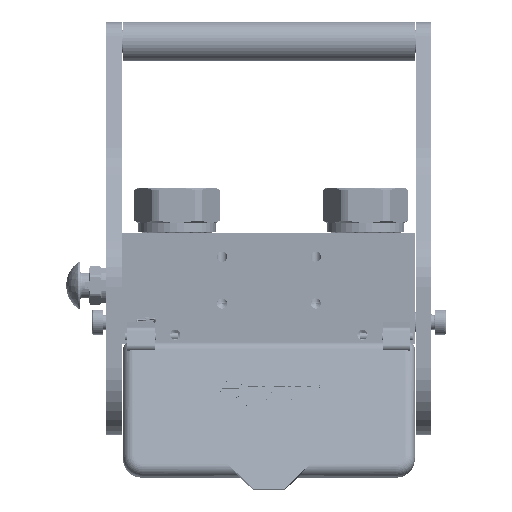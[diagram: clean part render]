
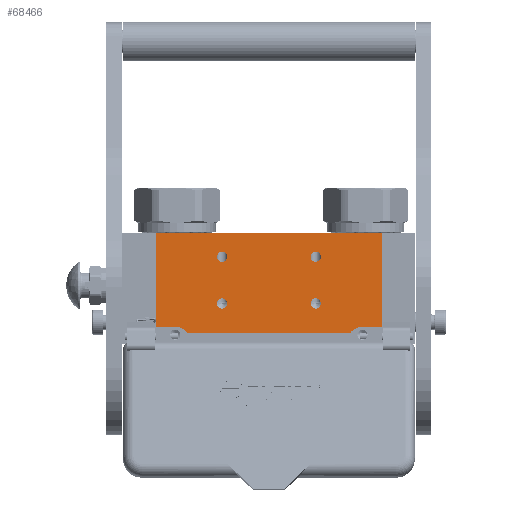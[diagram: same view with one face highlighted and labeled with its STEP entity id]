
A CAD part, left-side view. The second image highlights one B-rep face of the part: STEP entity #68466.
In plain terms, the highlighted face is planar.
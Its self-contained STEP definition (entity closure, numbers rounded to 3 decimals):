
#251 = EDGE_CURVE ( 'NONE', #35550, #87639, #87984, .T. ) ;
#1215 = LINE ( 'NONE', #29268, #20816 ) ;
#2982 = EDGE_LOOP ( 'NONE', ( #6831, #109024 ) ) ;
#3114 = DIRECTION ( 'NONE',  ( 0., 1., 0. ) ) ;
#3786 = AXIS2_PLACEMENT_3D ( 'NONE', #81391, #52797, #15700 ) ;
#3856 = ORIENTED_EDGE ( 'NONE', *, *, #72404, .F. ) ;
#6831 = ORIENTED_EDGE ( 'NONE', *, *, #81002, .F. ) ;
#7205 = DIRECTION ( 'NONE',  ( 0., 0., -1. ) ) ;
#7589 = VERTEX_POINT ( 'NONE', #23776 ) ;
#8828 = EDGE_CURVE ( 'NONE', #110879, #83344, #84502, .T. ) ;
#9163 = ORIENTED_EDGE ( 'NONE', *, *, #251, .F. ) ;
#9496 = ORIENTED_EDGE ( 'NONE', *, *, #101145, .F. ) ;
#9564 = EDGE_LOOP ( 'NONE', ( #69423, #123305 ) ) ;
#12776 = CARTESIAN_POINT ( 'NONE',  ( 64., 15., -108. ) ) ;
#15700 = DIRECTION ( 'NONE',  ( 0., -1., 0. ) ) ;
#15984 = AXIS2_PLACEMENT_3D ( 'NONE', #19179, #28897, #115635 ) ;
#16726 = DIRECTION ( 'NONE',  ( 0., -1., 0. ) ) ;
#18948 = CIRCLE ( 'NONE', #98448, 3.3 ) ;
#19179 = CARTESIAN_POINT ( 'NONE',  ( 64., 45., -108. ) ) ;
#19569 = EDGE_LOOP ( 'NONE', ( #62267, #9496 ) ) ;
#20071 = CARTESIAN_POINT ( 'NONE',  ( 166.7, 0., -108. ) ) ;
#20816 = VECTOR ( 'NONE', #76837, 1000. ) ;
#22560 = CARTESIAN_POINT ( 'NONE',  ( 145.854, 64.2, -108. ) ) ;
#23776 = CARTESIAN_POINT ( 'NONE',  ( 64., 18.3, -108. ) ) ;
#24778 = EDGE_CURVE ( 'NONE', #83344, #78737, #64530, .T. ) ;
#25052 = CARTESIAN_POINT ( 'NONE',  ( 124., 41.7, -108. ) ) ;
#27489 = CARTESIAN_POINT ( 'NONE',  ( 124., 48.3, -108. ) ) ;
#27690 = CARTESIAN_POINT ( 'NONE',  ( 124., 15., -108. ) ) ;
#28897 = DIRECTION ( 'NONE',  ( 0., 0., -1. ) ) ;
#29268 = CARTESIAN_POINT ( 'NONE',  ( 166.7, 0., -108. ) ) ;
#29491 = FACE_BOUND ( 'NONE', #9564, .T. ) ;
#30134 = AXIS2_PLACEMENT_3D ( 'NONE', #115131, #87311, #76350 ) ;
#30272 = VECTOR ( 'NONE', #32682, 1000. ) ;
#32682 = DIRECTION ( 'NONE',  ( 0., 1., 0. ) ) ;
#32865 = CARTESIAN_POINT ( 'NONE',  ( 34., 60., -108. ) ) ;
#33481 = AXIS2_PLACEMENT_3D ( 'NONE', #27690, #37426, #114476 ) ;
#33603 = CARTESIAN_POINT ( 'NONE',  ( 124., 45., -108. ) ) ;
#35472 = VERTEX_POINT ( 'NONE', #114672 ) ;
#35550 = VERTEX_POINT ( 'NONE', #96102 ) ;
#36447 = EDGE_CURVE ( 'NONE', #103638, #41703, #114973, .T. ) ;
#36633 = DIRECTION ( 'NONE',  ( 0., 0., -1. ) ) ;
#36836 = EDGE_CURVE ( 'NONE', #41703, #103638, #42648, .T. ) ;
#37238 = ORIENTED_EDGE ( 'NONE', *, *, #79006, .F. ) ;
#37250 = CARTESIAN_POINT ( 'NONE',  ( 166.7, 60., -108. ) ) ;
#37426 = DIRECTION ( 'NONE',  ( 0., 0., -1. ) ) ;
#37800 = DIRECTION ( 'NONE',  ( 0., 0., -1. ) ) ;
#39133 = DIRECTION ( 'NONE',  ( 1., 0., 0. ) ) ;
#39486 = DIRECTION ( 'NONE',  ( 0., 0., -1. ) ) ;
#40058 = FACE_OUTER_BOUND ( 'NONE', #56011, .T. ) ;
#41703 = VERTEX_POINT ( 'NONE', #25052 ) ;
#41819 = AXIS2_PLACEMENT_3D ( 'NONE', #95432, #37800, #105542 ) ;
#42648 = CIRCLE ( 'NONE', #50373, 3.3 ) ;
#43030 = VERTEX_POINT ( 'NONE', #117768 ) ;
#44033 = EDGE_CURVE ( 'NONE', #82460, #78737, #78878, .T. ) ;
#44609 = AXIS2_PLACEMENT_3D ( 'NONE', #49137, #39486, #76500 ) ;
#46325 = ORIENTED_EDGE ( 'NONE', *, *, #8828, .T. ) ;
#46776 = EDGE_CURVE ( 'NONE', #35472, #94826, #72289, .T. ) ;
#47270 = VERTEX_POINT ( 'NONE', #51311 ) ;
#47735 = VERTEX_POINT ( 'NONE', #92995 ) ;
#48897 = ORIENTED_EDGE ( 'NONE', *, *, #106124, .F. ) ;
#49137 = CARTESIAN_POINT ( 'NONE',  ( 124., 15., -108. ) ) ;
#49227 = VERTEX_POINT ( 'NONE', #119183 ) ;
#50373 = AXIS2_PLACEMENT_3D ( 'NONE', #33603, #74801, #16726 ) ;
#51311 = CARTESIAN_POINT ( 'NONE',  ( 64., 41.7, -108. ) ) ;
#51631 = DIRECTION ( 'NONE',  ( -1., 0., 0. ) ) ;
#52797 = DIRECTION ( 'NONE',  ( 0., 0., -1. ) ) ;
#53319 = EDGE_LOOP ( 'NONE', ( #37238, #72749 ) ) ;
#53527 = DIRECTION ( 'NONE',  ( 0.815, -0.58, 0. ) ) ;
#54993 = CIRCLE ( 'NONE', #15984, 3.3 ) ;
#55135 = CARTESIAN_POINT ( 'NONE',  ( 124., 45., -108. ) ) ;
#56011 = EDGE_LOOP ( 'NONE', ( #48897, #120421, #46325, #123260, #117335, #3856, #9163, #96624 ) ) ;
#56384 = LINE ( 'NONE', #108041, #110541 ) ;
#56792 = CARTESIAN_POINT ( 'NONE',  ( 124., 11.7, -108. ) ) ;
#57737 = VERTEX_POINT ( 'NONE', #37250 ) ;
#58847 = PLANE ( 'NONE',  #74210 ) ;
#61503 = AXIS2_PLACEMENT_3D ( 'NONE', #92677, #7205, #53527 ) ;
#62267 = ORIENTED_EDGE ( 'NONE', *, *, #74731, .F. ) ;
#62638 = CARTESIAN_POINT ( 'NONE',  ( 166.7, 0., -108. ) ) ;
#64456 = CIRCLE ( 'NONE', #44609, 3.3 ) ;
#64530 = LINE ( 'NONE', #115324, #118846 ) ;
#68466 = ADVANCED_FACE ( 'NONE', ( #29491, #109412, #76098, #112409, #40058 ), #58847, .T. ) ;
#69423 = ORIENTED_EDGE ( 'NONE', *, *, #36836, .F. ) ;
#69744 = DIRECTION ( 'NONE',  ( -1., 0., 0. ) ) ;
#72289 = CIRCLE ( 'NONE', #33481, 3.3 ) ;
#72404 = EDGE_CURVE ( 'NONE', #87639, #82460, #92050, .T. ) ;
#72749 = ORIENTED_EDGE ( 'NONE', *, *, #46776, .F. ) ;
#73101 = DIRECTION ( 'NONE',  ( 0., 1., 0. ) ) ;
#74210 = AXIS2_PLACEMENT_3D ( 'NONE', #20071, #98788, #69744 ) ;
#74731 = EDGE_CURVE ( 'NONE', #43030, #7589, #80893, .T. ) ;
#74801 = DIRECTION ( 'NONE',  ( 0., 0., -1. ) ) ;
#75163 = LINE ( 'NONE', #62638, #91722 ) ;
#76098 = FACE_BOUND ( 'NONE', #2982, .T. ) ;
#76350 = DIRECTION ( 'NONE',  ( 0., -1., 0. ) ) ;
#76500 = DIRECTION ( 'NONE',  ( 0., -1., 0. ) ) ;
#76837 = DIRECTION ( 'NONE',  ( -1., 0., 0. ) ) ;
#77538 = CARTESIAN_POINT ( 'NONE',  ( 145.854, 64.2, -108. ) ) ;
#78737 = VERTEX_POINT ( 'NONE', #32865 ) ;
#78878 = CIRCLE ( 'NONE', #61503, 10. ) ;
#79006 = EDGE_CURVE ( 'NONE', #94826, #35472, #64456, .T. ) ;
#80893 = CIRCLE ( 'NONE', #3786, 3.3 ) ;
#81002 = EDGE_CURVE ( 'NONE', #47270, #49227, #101580, .T. ) ;
#81125 = EDGE_CURVE ( 'NONE', #57737, #35550, #56384, .T. ) ;
#81391 = CARTESIAN_POINT ( 'NONE',  ( 64., 15., -108. ) ) ;
#81448 = CARTESIAN_POINT ( 'NONE',  ( 21.3, 0., -108. ) ) ;
#82460 = VERTEX_POINT ( 'NONE', #95045 ) ;
#83344 = VERTEX_POINT ( 'NONE', #94561 ) ;
#84502 = LINE ( 'NONE', #81448, #30272 ) ;
#87311 = DIRECTION ( 'NONE',  ( 0., 0., -1. ) ) ;
#87639 = VERTEX_POINT ( 'NONE', #77538 ) ;
#87984 = CIRCLE ( 'NONE', #30134, 10. ) ;
#89532 = EDGE_CURVE ( 'NONE', #49227, #47270, #54993, .T. ) ;
#91722 = VECTOR ( 'NONE', #73101, 1000. ) ;
#92050 = LINE ( 'NONE', #22560, #93618 ) ;
#92246 = AXIS2_PLACEMENT_3D ( 'NONE', #55135, #36633, #112859 ) ;
#92677 = CARTESIAN_POINT ( 'NONE',  ( 34., 70., -108. ) ) ;
#92995 = CARTESIAN_POINT ( 'NONE',  ( 166.7, 0., -108. ) ) ;
#93618 = VECTOR ( 'NONE', #51631, 1000. ) ;
#94561 = CARTESIAN_POINT ( 'NONE',  ( 21.3, 60., -108. ) ) ;
#94826 = VERTEX_POINT ( 'NONE', #56792 ) ;
#95045 = CARTESIAN_POINT ( 'NONE',  ( 42.146, 64.2, -108. ) ) ;
#95432 = CARTESIAN_POINT ( 'NONE',  ( 64., 45., -108. ) ) ;
#96102 = CARTESIAN_POINT ( 'NONE',  ( 154., 60., -108. ) ) ;
#96624 = ORIENTED_EDGE ( 'NONE', *, *, #81125, .F. ) ;
#98448 = AXIS2_PLACEMENT_3D ( 'NONE', #12776, #118535, #3114 ) ;
#98788 = DIRECTION ( 'NONE',  ( 0., 0., -1. ) ) ;
#101145 = EDGE_CURVE ( 'NONE', #7589, #43030, #18948, .T. ) ;
#101580 = CIRCLE ( 'NONE', #41819, 3.3 ) ;
#103638 = VERTEX_POINT ( 'NONE', #27489 ) ;
#105542 = DIRECTION ( 'NONE',  ( 0., -1., 0. ) ) ;
#106124 = EDGE_CURVE ( 'NONE', #47735, #57737, #75163, .T. ) ;
#106323 = EDGE_CURVE ( 'NONE', #47735, #110879, #1215, .T. ) ;
#108041 = CARTESIAN_POINT ( 'NONE',  ( 166.7, 60., -108. ) ) ;
#109024 = ORIENTED_EDGE ( 'NONE', *, *, #89532, .F. ) ;
#109412 = FACE_BOUND ( 'NONE', #53319, .T. ) ;
#110541 = VECTOR ( 'NONE', #117328, 1000. ) ;
#110879 = VERTEX_POINT ( 'NONE', #115458 ) ;
#112409 = FACE_BOUND ( 'NONE', #19569, .T. ) ;
#112859 = DIRECTION ( 'NONE',  ( 0., 1., 0. ) ) ;
#114476 = DIRECTION ( 'NONE',  ( 0., 1., 0. ) ) ;
#114672 = CARTESIAN_POINT ( 'NONE',  ( 124., 18.3, -108. ) ) ;
#114973 = CIRCLE ( 'NONE', #92246, 3.3 ) ;
#115131 = CARTESIAN_POINT ( 'NONE',  ( 154., 70., -108. ) ) ;
#115324 = CARTESIAN_POINT ( 'NONE',  ( 21.3, 60., -108. ) ) ;
#115458 = CARTESIAN_POINT ( 'NONE',  ( 21.3, 0., -108. ) ) ;
#115635 = DIRECTION ( 'NONE',  ( 0., 1., 0. ) ) ;
#117328 = DIRECTION ( 'NONE',  ( -1., 0., 0. ) ) ;
#117335 = ORIENTED_EDGE ( 'NONE', *, *, #44033, .F. ) ;
#117768 = CARTESIAN_POINT ( 'NONE',  ( 64., 11.7, -108. ) ) ;
#118535 = DIRECTION ( 'NONE',  ( 0., 0., -1. ) ) ;
#118846 = VECTOR ( 'NONE', #39133, 1000. ) ;
#119183 = CARTESIAN_POINT ( 'NONE',  ( 64., 48.3, -108. ) ) ;
#120421 = ORIENTED_EDGE ( 'NONE', *, *, #106323, .T. ) ;
#123260 = ORIENTED_EDGE ( 'NONE', *, *, #24778, .T. ) ;
#123305 = ORIENTED_EDGE ( 'NONE', *, *, #36447, .F. ) ;
